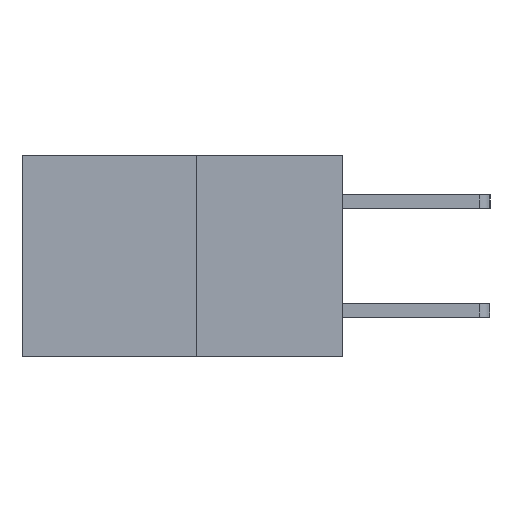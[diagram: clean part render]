
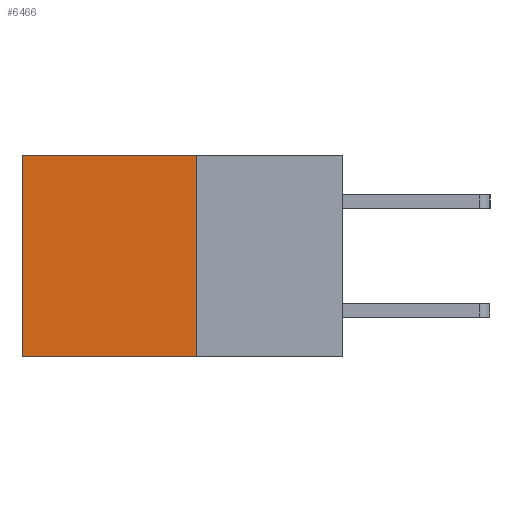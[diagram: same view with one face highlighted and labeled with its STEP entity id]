
A CAD part, left-side view. The second image highlights one B-rep face of the part: STEP entity #6466.
In plain terms, the highlighted planar face has unit normal (-1, 0, 0).
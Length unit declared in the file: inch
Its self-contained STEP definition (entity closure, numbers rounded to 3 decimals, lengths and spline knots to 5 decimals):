
#144 = EDGE_CURVE ( 'NONE', #2492, #7114, #2287, .T. ) ;
#372 = LINE ( 'NONE', #2522, #7713 ) ;
#882 = ORIENTED_EDGE ( 'NONE', *, *, #4329, .T. ) ;
#1658 = EDGE_CURVE ( 'NONE', #2311, #3427, #7462, .T. ) ;
#1683 = VECTOR ( 'NONE', #8681, 39.37008 ) ;
#2287 = LINE ( 'NONE', #7176, #7691 ) ;
#2311 = VERTEX_POINT ( 'NONE', #5233 ) ;
#2492 = VERTEX_POINT ( 'NONE', #5172 ) ;
#2514 = DIRECTION ( 'NONE',  ( 0., 0., -1. ) ) ;
#2522 = CARTESIAN_POINT ( 'NONE',  ( 0.277, 0.27, -0.37 ) ) ;
#2838 = PLANE ( 'NONE',  #5351 ) ;
#2925 = DIRECTION ( 'NONE',  ( 0., 1., 0. ) ) ;
#3077 = CARTESIAN_POINT ( 'NONE',  ( 0.277, 0.59, -0.37 ) ) ;
#3097 = EDGE_CURVE ( 'NONE', #2311, #2492, #372, .T. ) ;
#3427 = VERTEX_POINT ( 'NONE', #8045 ) ;
#3648 = EDGE_LOOP ( 'NONE', ( #882, #6043, #7022, #5209 ) ) ;
#4123 = DIRECTION ( 'NONE',  ( 0., 0., -1. ) ) ;
#4329 = EDGE_CURVE ( 'NONE', #3427, #7114, #9345, .T. ) ;
#5118 = CARTESIAN_POINT ( 'NONE',  ( 0.277, 0.59, -0.37 ) ) ;
#5172 = CARTESIAN_POINT ( 'NONE',  ( 0.277, 0.27, -0.37 ) ) ;
#5209 = ORIENTED_EDGE ( 'NONE', *, *, #1658, .T. ) ;
#5233 = CARTESIAN_POINT ( 'NONE',  ( 0.277, 0.27, 0. ) ) ;
#5351 = AXIS2_PLACEMENT_3D ( 'NONE', #6588, #8020, #4123 ) ;
#5671 = VECTOR ( 'NONE', #6715, 39.37008 ) ;
#6043 = ORIENTED_EDGE ( 'NONE', *, *, #144, .F. ) ;
#6412 = FACE_OUTER_BOUND ( 'NONE', #3648, .T. ) ;
#6466 = ADVANCED_FACE ( 'NONE', ( #6412 ), #2838, .F. ) ;
#6588 = CARTESIAN_POINT ( 'NONE',  ( 0.277, 0.27, -0.37 ) ) ;
#6715 = DIRECTION ( 'NONE',  ( 0., 1., 0. ) ) ;
#7022 = ORIENTED_EDGE ( 'NONE', *, *, #3097, .F. ) ;
#7114 = VERTEX_POINT ( 'NONE', #3077 ) ;
#7176 = CARTESIAN_POINT ( 'NONE',  ( 0.277, 0.27, -0.37 ) ) ;
#7310 = CARTESIAN_POINT ( 'NONE',  ( 0.277, 0.27, 0. ) ) ;
#7462 = LINE ( 'NONE', #7310, #5671 ) ;
#7691 = VECTOR ( 'NONE', #2925, 39.37008 ) ;
#7713 = VECTOR ( 'NONE', #2514, 39.37008 ) ;
#8020 = DIRECTION ( 'NONE',  ( 1., 0., 0. ) ) ;
#8045 = CARTESIAN_POINT ( 'NONE',  ( 0.277, 0.59, 0. ) ) ;
#8681 = DIRECTION ( 'NONE',  ( 0., 0., -1. ) ) ;
#9345 = LINE ( 'NONE', #5118, #1683 ) ;
